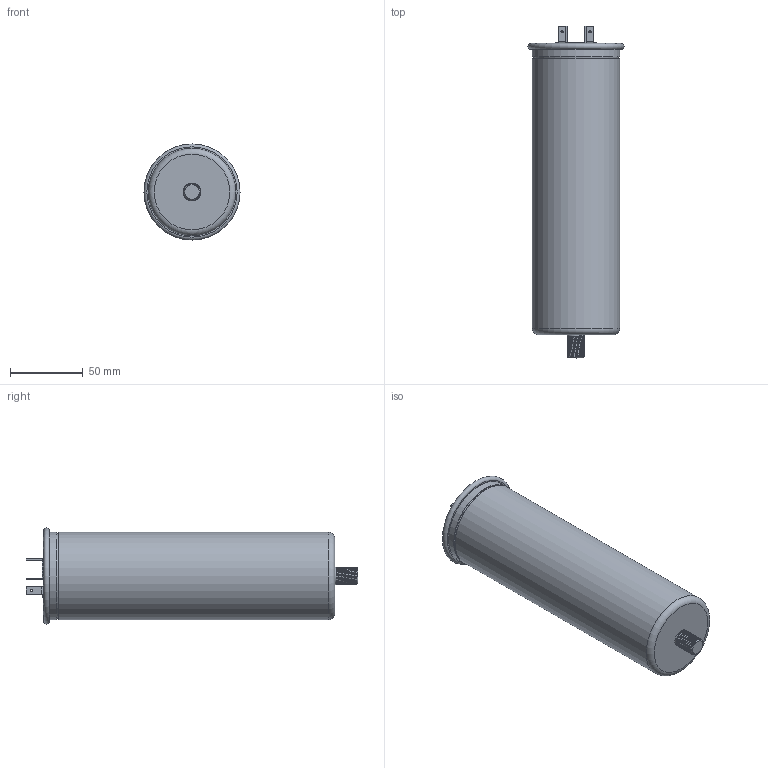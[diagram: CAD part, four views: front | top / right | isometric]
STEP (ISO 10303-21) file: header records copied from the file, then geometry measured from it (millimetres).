
FILE_DESCRIPTION(('STEP AP214'), '1');
FILE_NAME('60õ200', '', ('UNSPECIFIED'), ('UNSPECIFIED'), 'ASCON STEP Converter 1.3', 'ASCON Math Kernel', '');
FILE_SCHEMA(('AUTOMOTIVE_DESIGN { 1 0 10303 214 3 1 1}'));
Length unit declared in the file: millimetre
Assembly tree (5 placements, depth 3):
  (unnamed)
    (unnamed)
    (unnamed)
      (unnamed)  x3
Bounding box: 66 x 228 x 66 mm (x, y, z)
Volume: 568978.4 mm3; surface area: 46442.9 mm2
Topology: 4 solids, 4 shells, 115 faces, 260 edges, 158 vertices
Faces by surface type: plane 67, cylinder 42, torus 3, bspline 2, cone 1
Full cylindrical faces by diameter (mm): 1.5 x6, 60 x2
Entity records: 8724 total; most frequent: CARTESIAN_POINT 6740, ORIENTED_EDGE 254, DIRECTION 247, EDGE_CURVE 127, AXIS2_PLACEMENT_3D 92, VERTEX_POINT 84, EDGE_LOOP 75, LINE 63
